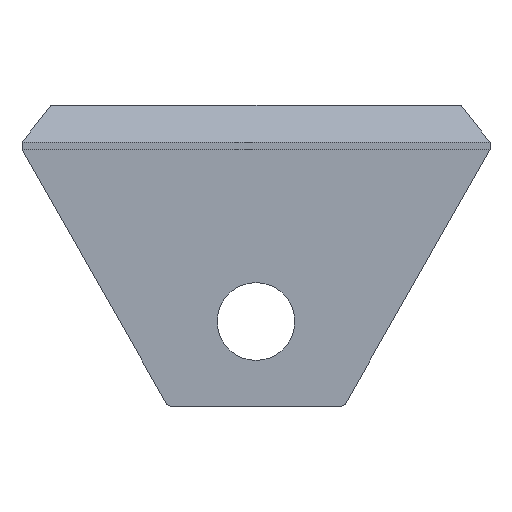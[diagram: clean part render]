
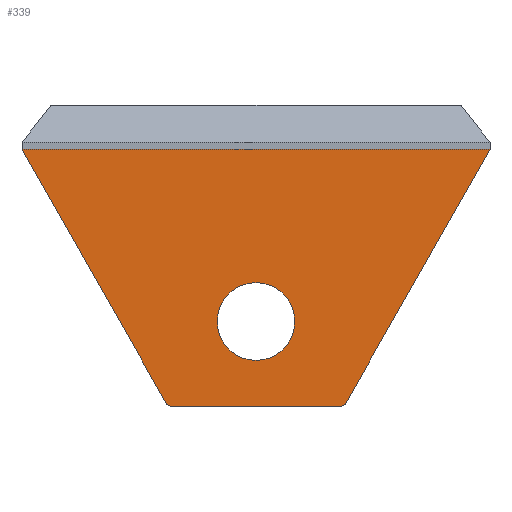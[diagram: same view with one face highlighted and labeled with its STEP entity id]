
A CAD part, front view. The second image highlights one B-rep face of the part: STEP entity #339.
In plain terms, the highlighted planar face has unit normal (0, -1, 0).
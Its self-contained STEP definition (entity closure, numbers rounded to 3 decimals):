
#130=CARTESIAN_POINT('',(-1.,-0.1,-0.57));
#131=VERTEX_POINT('',#130);
#140=CARTESIAN_POINT('',(-1.,-0.1,-0.902));
#141=VERTEX_POINT('',#140);
#142=CARTESIAN_POINT('',(-1.,-0.1,-0.736));
#143=DIRECTION('',(0.0,1.0,0.0));
#144=DIRECTION('',(0.0,0.0,1.0));
#145=AXIS2_PLACEMENT_3D('',#142,#143,#144);
#146=CIRCLE('',#145,0.166);
#147=EDGE_CURVE('',#141,#131,#146,.T.);
#181=CARTESIAN_POINT('',(-1.,-0.1,-0.736));
#182=DIRECTION('',(0.0,1.0,0.0));
#183=DIRECTION('',(0.0,0.0,1.0));
#184=AXIS2_PLACEMENT_3D('',#181,#182,#183);
#185=CIRCLE('',#184,0.166);
#186=EDGE_CURVE('',#131,#141,#185,.T.);
#196=CARTESIAN_POINT('',(-2.0,-0.1,0.0));
#197=VERTEX_POINT('',#196);
#198=CARTESIAN_POINT('',(0.,-0.1,0.0));
#199=VERTEX_POINT('',#198);
#200=CARTESIAN_POINT('',(-2.0,-0.1,0.0));
#201=DIRECTION('',(1.0,0.0,0.0));
#202=VECTOR('',#201,2.);
#203=LINE('',#200,#202);
#204=EDGE_CURVE('',#197,#199,#203,.T.);
#236=CARTESIAN_POINT('',(-0.616,-0.1,-1.085));
#237=VERTEX_POINT('',#236);
#238=CARTESIAN_POINT('',(-0.642,-0.1,-1.1));
#239=VERTEX_POINT('',#238);
#240=CARTESIAN_POINT('',(-0.642,-0.1,-1.07));
#241=DIRECTION('',(0.0,1.0,0.0));
#242=DIRECTION('',(0.503,0.0,-0.864));
#243=AXIS2_PLACEMENT_3D('',#240,#241,#242);
#244=CIRCLE('',#243,0.03);
#245=EDGE_CURVE('',#237,#239,#244,.T.);
#279=CARTESIAN_POINT('',(-1.358,-0.1,-1.1));
#280=VERTEX_POINT('',#279);
#281=CARTESIAN_POINT('',(-0.642,-0.1,-1.1));
#282=DIRECTION('',(-1.0,0.0,0.0));
#283=VECTOR('',#282,0.715);
#284=LINE('',#281,#283);
#285=EDGE_CURVE('',#239,#280,#284,.T.);
#304=CARTESIAN_POINT('',(-1.375,-0.1,-1.1));
#305=DIRECTION('',(0.0,-1.0,0.0));
#306=DIRECTION('',(0.0,0.0,-1.0));
#307=AXIS2_PLACEMENT_3D('',#304,#305,#306);
#308=PLANE('',#307);
#309=ORIENTED_EDGE('',*,*,#204,.F.);
#310=CARTESIAN_POINT('',(-1.384,-0.1,-1.085));
#311=VERTEX_POINT('',#310);
#312=CARTESIAN_POINT('',(-1.384,-0.1,-1.085));
#313=DIRECTION('',(-0.494,0.,0.869));
#314=VECTOR('',#313,1.248);
#315=LINE('',#312,#314);
#316=EDGE_CURVE('',#311,#197,#315,.T.);
#317=ORIENTED_EDGE('',*,*,#316,.F.);
#318=CARTESIAN_POINT('',(-1.358,-0.1,-1.07));
#319=DIRECTION('',(0.0,1.0,0.0));
#320=DIRECTION('',(-0.503,0.0,-0.864));
#321=AXIS2_PLACEMENT_3D('',#318,#319,#320);
#322=CIRCLE('',#321,0.03);
#323=EDGE_CURVE('',#280,#311,#322,.T.);
#324=ORIENTED_EDGE('',*,*,#323,.F.);
#325=ORIENTED_EDGE('',*,*,#285,.F.);
#326=ORIENTED_EDGE('',*,*,#245,.F.);
#327=CARTESIAN_POINT('',(0.,-0.1,0.0));
#328=DIRECTION('',(-0.494,0.,-0.869));
#329=VECTOR('',#328,1.248);
#330=LINE('',#327,#329);
#331=EDGE_CURVE('',#199,#237,#330,.T.);
#332=ORIENTED_EDGE('',*,*,#331,.F.);
#333=EDGE_LOOP('',(#309,#317,#324,#325,#326,#332));
#334=FACE_OUTER_BOUND('',#333,.T.);
#335=ORIENTED_EDGE('',*,*,#186,.T.);
#336=ORIENTED_EDGE('',*,*,#147,.T.);
#337=EDGE_LOOP('',(#335,#336));
#338=FACE_BOUND('',#337,.T.);
#339=ADVANCED_FACE('',(#334,#338),#308,.T.);
